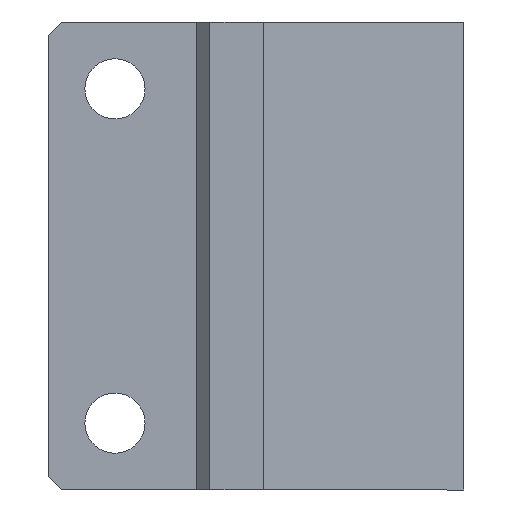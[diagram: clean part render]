
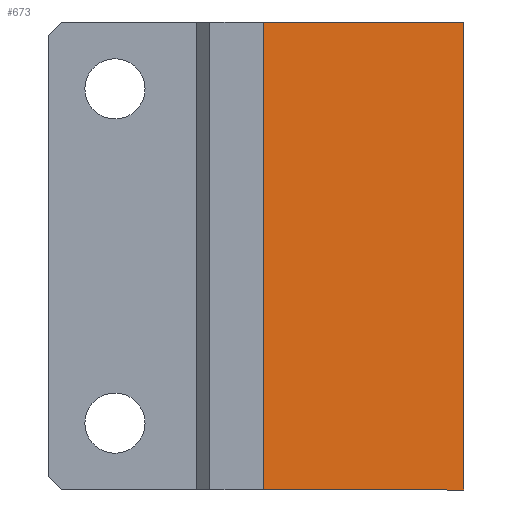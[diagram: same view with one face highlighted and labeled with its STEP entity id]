
A CAD part, front view. The second image highlights one B-rep face of the part: STEP entity #673.
In plain terms, the highlighted face is planar.
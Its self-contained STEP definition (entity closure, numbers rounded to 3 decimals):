
#61=FACE_OUTER_BOUND('',#97,.T.);
#97=EDGE_LOOP('',(#521,#522,#523,#524));
#171=LINE('',#1046,#255);
#173=LINE('',#1050,#257);
#174=LINE('',#1052,#258);
#175=LINE('',#1053,#259);
#255=VECTOR('',#857,10.);
#257=VECTOR('',#861,10.);
#258=VECTOR('',#862,10.);
#259=VECTOR('',#863,10.);
#330=VERTEX_POINT('',#1043);
#331=VERTEX_POINT('',#1045);
#332=VERTEX_POINT('',#1049);
#333=VERTEX_POINT('',#1051);
#407=EDGE_CURVE('',#331,#330,#171,.T.);
#409=EDGE_CURVE('',#330,#332,#173,.T.);
#410=EDGE_CURVE('',#332,#333,#174,.T.);
#411=EDGE_CURVE('',#333,#331,#175,.T.);
#521=ORIENTED_EDGE('',*,*,#409,.T.);
#522=ORIENTED_EDGE('',*,*,#410,.T.);
#523=ORIENTED_EDGE('',*,*,#411,.T.);
#524=ORIENTED_EDGE('',*,*,#407,.T.);
#639=PLANE('',#730);
#673=ADVANCED_FACE('',(#61),#639,.T.);
#730=AXIS2_PLACEMENT_3D('',#1048,#859,#860);
#857=DIRECTION('',(0.,0.,1.));
#859=DIRECTION('center_axis',(-0.707,-0.707,0.));
#860=DIRECTION('ref_axis',(0.,0.,1.));
#861=DIRECTION('',(-0.707,0.707,0.));
#862=DIRECTION('',(0.,0.,-1.));
#863=DIRECTION('',(0.707,-0.707,0.));
#1043=CARTESIAN_POINT('',(10.,0.,35.));
#1045=CARTESIAN_POINT('',(10.,0.,0.));
#1046=CARTESIAN_POINT('',(10.,0.,0.));
#1048=CARTESIAN_POINT('Origin',(2.5,7.5,0.));
#1049=CARTESIAN_POINT('',(-5.,15.,35.));
#1050=CARTESIAN_POINT('',(2.5,7.5,35.));
#1051=CARTESIAN_POINT('',(-5.,15.,0.));
#1052=CARTESIAN_POINT('',(-5.,15.,0.));
#1053=CARTESIAN_POINT('',(2.5,7.5,0.));
